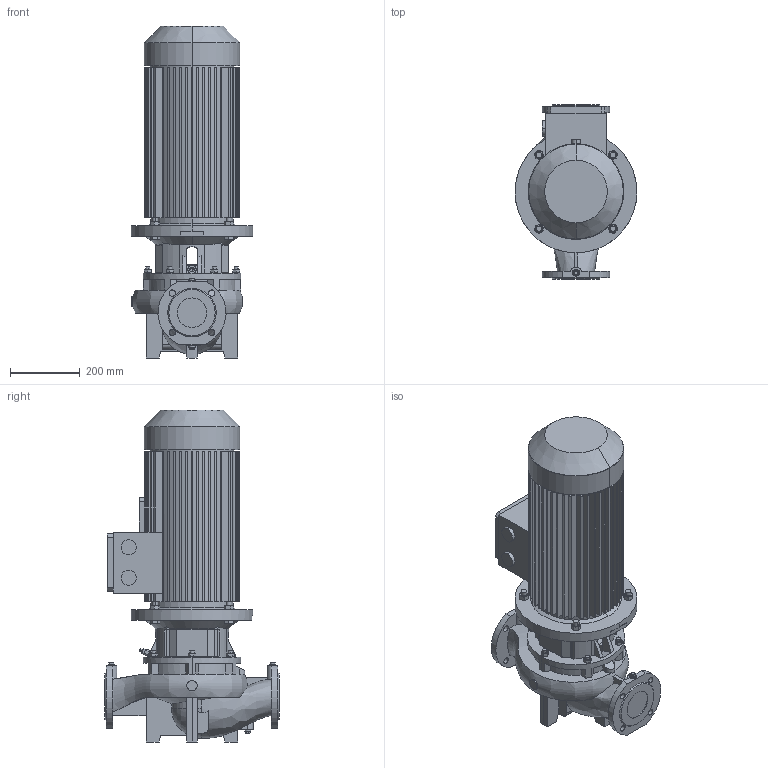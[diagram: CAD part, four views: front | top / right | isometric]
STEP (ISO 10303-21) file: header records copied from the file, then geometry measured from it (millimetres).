
FILE_DESCRIPTION (( 'STEP AP203' ), '1' );
FILE_NAME ('枅-313-000-313-016-01-15.step', '2025-02-11T17:09:12', ( 'adb' ), ( '' ), 'SwSTEP 2.0', 'SolidWorks 2016', '' );
FILE_SCHEMA (( 'CONFIG_CONTROL_DESIGN' ));
Length unit declared in the file: millimetre
Products named in the file (1): 枅-313-000-313-016-01-15
Bounding box: 350 x 500 x 954 mm (x, y, z)
Volume: 45632679.1 mm3; surface area: 2530515.4 mm2
Topology: 8 solids, 20 shells, 999 faces, 2599 edges, 1704 vertices
Faces by surface type: plane 537, cylinder 349, cone 99, bspline 9, sphere 5
Entity records: 35850 total; most frequent: CARTESIAN_POINT 11018, ORIENTED_EDGE 5194, DIRECTION 5129, EDGE_CURVE 2597, AXIS2_PLACEMENT_3D 1880, VERTEX_POINT 1704, LINE 1369, VECTOR 1369
